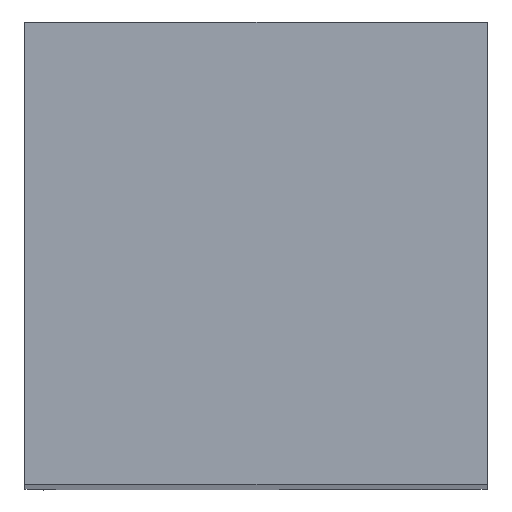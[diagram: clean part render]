
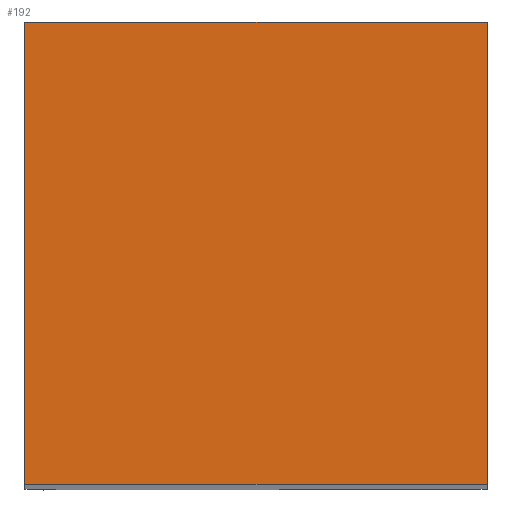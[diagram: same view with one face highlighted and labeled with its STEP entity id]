
A CAD part, top view. The second image highlights one B-rep face of the part: STEP entity #192.
In plain terms, the highlighted planar face has unit normal (0, 0, 1).
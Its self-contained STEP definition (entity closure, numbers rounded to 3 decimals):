
#132=FACE_OUTER_BOUND('',#286,.T.);
#192=ADVANCED_FACE('',(#132),#242,.T.);
#242=PLANE('',#1279);
#286=EDGE_LOOP('',(#543,#544,#545,#546));
#543=ORIENTED_EDGE('',*,*,#896,.F.);
#544=ORIENTED_EDGE('',*,*,#823,.F.);
#545=ORIENTED_EDGE('',*,*,#905,.F.);
#546=ORIENTED_EDGE('',*,*,#906,.T.);
#714=VERTEX_POINT('',#1719);
#715=VERTEX_POINT('',#1721);
#763=VERTEX_POINT('',#1908);
#768=VERTEX_POINT('',#1924);
#823=EDGE_CURVE('',#714,#715,#987,.T.);
#896=EDGE_CURVE('',#715,#763,#1032,.T.);
#905=EDGE_CURVE('',#768,#714,#1039,.T.);
#906=EDGE_CURVE('',#768,#763,#1040,.T.);
#987=LINE('',#1720,#1070);
#1032=LINE('',#1907,#1115);
#1039=LINE('',#1925,#1122);
#1040=LINE('',#1927,#1123);
#1070=VECTOR('',#1373,1.);
#1115=VECTOR('',#1516,1.);
#1122=VECTOR('',#1533,1.);
#1123=VECTOR('',#1536,1.);
#1279=AXIS2_PLACEMENT_3D('',#1928,#1537,#1538);
#1373=DIRECTION('',(-1.,0.,0.));
#1516=DIRECTION('',(0.,1.,0.));
#1533=DIRECTION('',(0.,-1.,0.));
#1536=DIRECTION('',(-1.,0.,0.));
#1537=DIRECTION('',(0.,0.,1.));
#1538=DIRECTION('',(-1.,0.,0.));
#1719=CARTESIAN_POINT('',(0.,0.,0.));
#1720=CARTESIAN_POINT('',(0.,0.,0.));
#1721=CARTESIAN_POINT('',(-16.,0.,0.));
#1907=CARTESIAN_POINT('',(-16.,0.,0.));
#1908=CARTESIAN_POINT('',(-16.,16.,0.));
#1924=CARTESIAN_POINT('',(0.,16.,0.));
#1925=CARTESIAN_POINT('',(0.,16.,0.));
#1927=CARTESIAN_POINT('',(0.,16.,0.));
#1928=CARTESIAN_POINT('',(-8.,8.,0.));
